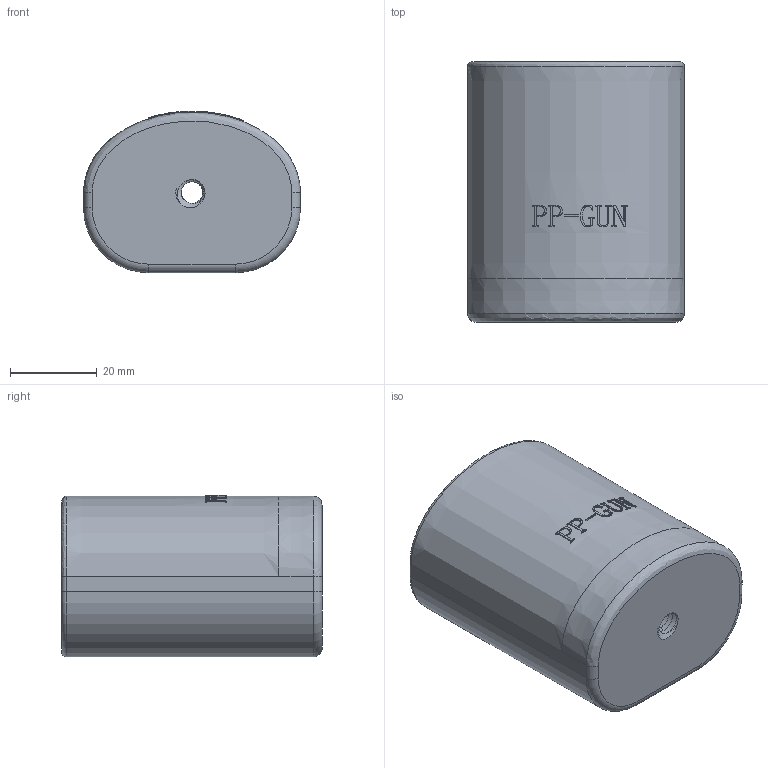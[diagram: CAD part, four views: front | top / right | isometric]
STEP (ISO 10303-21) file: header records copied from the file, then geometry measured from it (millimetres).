
FILE_DESCRIPTION((''),'2;1');
FILE_NAME('球形手柄支架','2019-05-27T',('Administrator'),(''),'CREO PARAMETRIC BY PTC INC, 2016130','CREO PARAMETRIC BY PTC INC, 2016130','');
FILE_SCHEMA(('CONFIG_CONTROL_DESIGN'));
Length unit declared in the file: millimetre
Products named in the file (1): 球形手柄支架
Bounding box: 50 x 60 x 37.25 mm (x, y, z)
Volume: 47037.5 mm3; surface area: 17041.5 mm2
Topology: 1 solids, 1 shells, 217 faces, 606 edges, 400 vertices
Faces by surface type: bspline 101, plane 82, cylinder 14, extrusion 10, torus 6, cone 4
Entity records: 14847 total; most frequent: CARTESIAN_POINT 8873, ORIENTED_EDGE 1212, EDGE_CURVE 606, DIRECTION 578, VERTEX_POINT 400, B_SPLINE_CURVE_WITH_KNOTS 302, VECTOR 282, LINE 272
